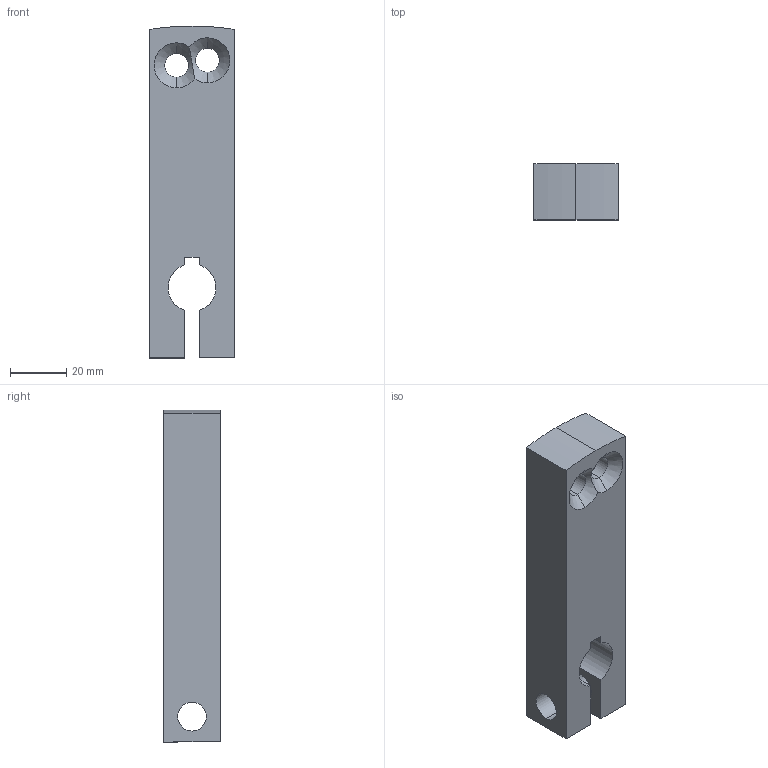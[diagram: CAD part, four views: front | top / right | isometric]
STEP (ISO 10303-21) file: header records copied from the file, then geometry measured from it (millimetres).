
FILE_DESCRIPTION (( 'STEP AP203' ), '1' );
FILE_NAME ('3775_Défaut_sldprt.STEP', '2019-10-30T08:16:12', ( '' ), ( '' ), 'SwSTEP 2.0', 'SolidWorks 2017', '' );
FILE_SCHEMA (( 'CONFIG_CONTROL_DESIGN' ));
Length unit declared in the file: millimetre
Products named in the file (1): 3775_Défaut_sldprt
Bounding box: 30 x 20 x 118 mm (x, y, z)
Volume: 59334.6 mm3; surface area: 15146.2 mm2
Topology: 1 solids, 1 shells, 27 faces, 74 edges, 48 vertices
Faces by surface type: cylinder 12, plane 11, cone 4
Entity records: 976 total; most frequent: CARTESIAN_POINT 169, DIRECTION 159, ORIENTED_EDGE 148, EDGE_CURVE 74, AXIS2_PLACEMENT_3D 58, VERTEX_POINT 48, LINE 43, VECTOR 43
